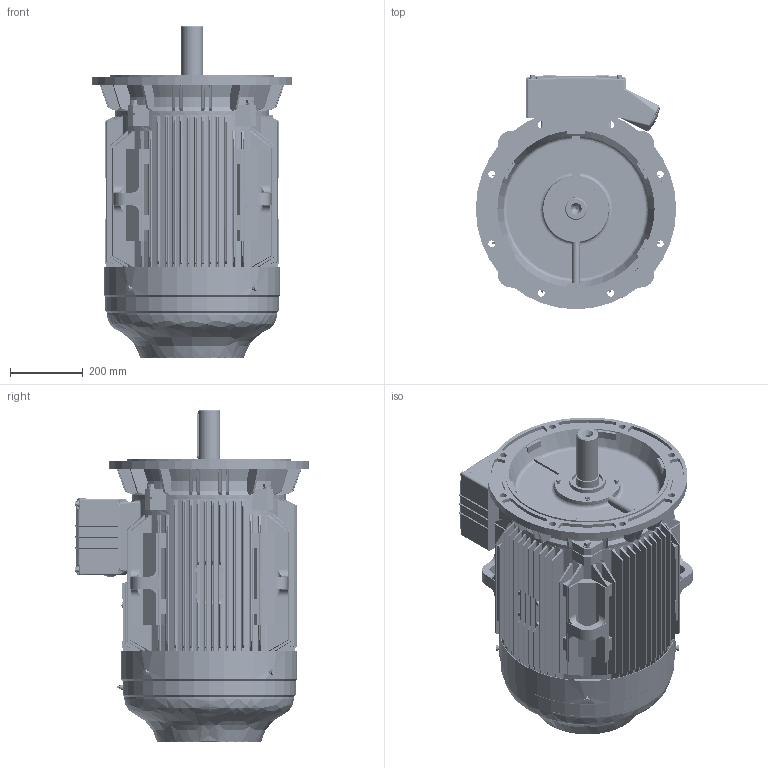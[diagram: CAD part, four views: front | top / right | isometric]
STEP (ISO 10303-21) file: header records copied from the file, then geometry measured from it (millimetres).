
FILE_DESCRIPTION (( 'STEP AP203' ), '1' );
FILE_NAME ('WE250M-2-B5.STEP', '2017-06-27T08:25:16', ( 'Sky123.Org' ), ( 'Sky123.Org' ), 'SwSTEP 2.0', 'SolidWorks 2012', '' );
FILE_SCHEMA (( 'CONFIG_CONTROL_DESIGN' ));
Products named in the file (1): WE250M-2-B5
Bounding box: 550 x 643.75 x 911 mm (x, y, z)
Volume: 94988512.8 mm3; surface area: 5342133.6 mm2
Topology: 74 solids, 75 shells, 7657 faces, 22155 edges, 14777 vertices
Faces by surface type: cylinder 3497, plane 3238, cone 611, bspline 186, torus 109, sphere 16
Entity records: 315100 total; most frequent: CARTESIAN_POINT 118040, ORIENTED_EDGE 44256, DIRECTION 36844, EDGE_CURVE 22128, VERTEX_POINT 14773, AXIS2_PLACEMENT_3D 12967, LINE 10910, VECTOR 10910
